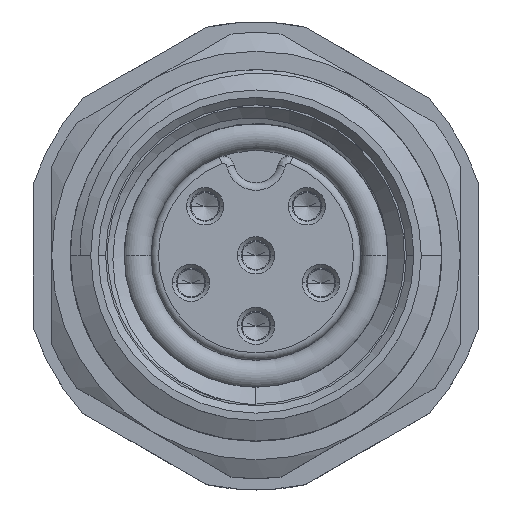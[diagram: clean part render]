
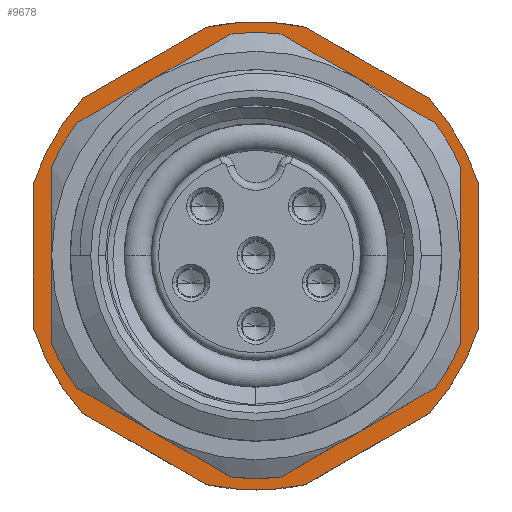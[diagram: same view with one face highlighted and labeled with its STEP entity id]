
A CAD part, top view. The second image highlights one B-rep face of the part: STEP entity #9678.
In plain terms, the highlighted planar face has unit normal (0, 0, 1).
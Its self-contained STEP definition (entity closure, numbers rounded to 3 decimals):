
#5344=CARTESIAN_POINT('',(0.,0.,-3.8));
#5345=DIRECTION('',(0.,0.,-1.));
#5346=DIRECTION('',(-0.212,0.977,0.));
#5347=AXIS2_PLACEMENT_3D('',#5344,#5345,#5346);
#5349=DIRECTION('',(0.866,-0.5,0.));
#5350=VECTOR('',#5349,3.842);
#5351=CARTESIAN_POINT('',(1.336,6.157,-3.8));
#5352=LINE('',#5351,#5350);
#5353=CARTESIAN_POINT('',(0.,0.,-3.8));
#5354=DIRECTION('',(0.,0.,-1.));
#5355=DIRECTION('',(0.74,0.672,0.));
#5356=AXIS2_PLACEMENT_3D('',#5353,#5354,#5355);
#5358=DIRECTION('',(0.,-1.,0.));
#5359=VECTOR('',#5358,3.842);
#5360=CARTESIAN_POINT('',(6.,1.921,-3.8));
#5361=LINE('',#5360,#5359);
#5362=CARTESIAN_POINT('',(0.,0.,-3.8));
#5363=DIRECTION('',(0.,0.,-1.));
#5364=DIRECTION('',(0.952,-0.305,0.));
#5365=AXIS2_PLACEMENT_3D('',#5362,#5363,#5364);
#5367=DIRECTION('',(-0.866,-0.5,0.));
#5368=VECTOR('',#5367,3.842);
#5369=CARTESIAN_POINT('',(4.664,-4.236,-3.8));
#5370=LINE('',#5369,#5368);
#5371=CARTESIAN_POINT('',(0.,0.,-3.8));
#5372=DIRECTION('',(0.,0.,-1.));
#5373=DIRECTION('',(0.212,-0.977,0.));
#5374=AXIS2_PLACEMENT_3D('',#5371,#5372,#5373);
#5376=DIRECTION('',(-0.866,0.5,0.));
#5377=VECTOR('',#5376,3.842);
#5378=CARTESIAN_POINT('',(-1.336,-6.157,-3.8));
#5379=LINE('',#5378,#5377);
#5380=CARTESIAN_POINT('',(0.,0.,-3.8));
#5381=DIRECTION('',(0.,0.,-1.));
#5382=DIRECTION('',(-0.74,-0.672,0.));
#5383=AXIS2_PLACEMENT_3D('',#5380,#5381,#5382);
#5385=DIRECTION('',(0.,1.,0.));
#5386=VECTOR('',#5385,3.842);
#5387=CARTESIAN_POINT('',(-6.,-1.921,-3.8));
#5388=LINE('',#5387,#5386);
#5389=CARTESIAN_POINT('',(0.,0.,-3.8));
#5390=DIRECTION('',(0.,0.,-1.));
#5391=DIRECTION('',(-0.952,0.305,0.));
#5392=AXIS2_PLACEMENT_3D('',#5389,#5390,#5391);
#5394=DIRECTION('',(0.866,0.5,0.));
#5395=VECTOR('',#5394,3.842);
#5396=CARTESIAN_POINT('',(-4.664,4.236,-3.8));
#5397=LINE('',#5396,#5395);
#5398=CARTESIAN_POINT('',(0.,0.,-3.8));
#5399=DIRECTION('',(0.,0.,1.));
#5400=DIRECTION('',(-1.,0.,0.));
#5401=AXIS2_PLACEMENT_3D('',#5398,#5399,#5400);
#5403=CARTESIAN_POINT('',(0.,0.,-3.8));
#5404=DIRECTION('',(0.,0.,1.));
#5405=DIRECTION('',(1.,0.,0.));
#5406=AXIS2_PLACEMENT_3D('',#5403,#5404,#5405);
#8694=CARTESIAN_POINT('',(-1.336,6.157,-3.8));
#8695=CARTESIAN_POINT('',(1.336,6.157,-3.8));
#8696=VERTEX_POINT('',#8694);
#8697=VERTEX_POINT('',#8695);
#8698=CARTESIAN_POINT('',(4.664,4.236,-3.8));
#8699=VERTEX_POINT('',#8698);
#8700=CARTESIAN_POINT('',(6.,1.921,-3.8));
#8701=VERTEX_POINT('',#8700);
#8702=CARTESIAN_POINT('',(6.,-1.921,-3.8));
#8703=VERTEX_POINT('',#8702);
#8704=CARTESIAN_POINT('',(4.664,-4.236,-3.8));
#8705=VERTEX_POINT('',#8704);
#8706=CARTESIAN_POINT('',(1.336,-6.157,-3.8));
#8707=VERTEX_POINT('',#8706);
#8708=CARTESIAN_POINT('',(-1.336,-6.157,-3.8));
#8709=VERTEX_POINT('',#8708);
#8710=CARTESIAN_POINT('',(-4.664,-4.236,-3.8));
#8711=VERTEX_POINT('',#8710);
#8712=CARTESIAN_POINT('',(-6.,-1.921,-3.8));
#8713=VERTEX_POINT('',#8712);
#8714=CARTESIAN_POINT('',(-6.,1.921,-3.8));
#8715=VERTEX_POINT('',#8714);
#8716=CARTESIAN_POINT('',(-4.664,4.236,-3.8));
#8717=VERTEX_POINT('',#8716);
#8736=CARTESIAN_POINT('',(-4.7,0.,-3.8));
#8737=CARTESIAN_POINT('',(4.7,0.,-3.8));
#8738=VERTEX_POINT('',#8736);
#8739=VERTEX_POINT('',#8737);
#9641=CARTESIAN_POINT('',(0.,0.,-3.8));
#9642=DIRECTION('',(0.,0.,-1.));
#9643=DIRECTION('',(-1.,0.,0.));
#9644=AXIS2_PLACEMENT_3D('',#9641,#9642,#9643);
#9645=PLANE('',#9644);
#9647=ORIENTED_EDGE('',*,*,#9646,.T.);
#9649=ORIENTED_EDGE('',*,*,#9648,.T.);
#9651=ORIENTED_EDGE('',*,*,#9650,.T.);
#9653=ORIENTED_EDGE('',*,*,#9652,.T.);
#9655=ORIENTED_EDGE('',*,*,#9654,.T.);
#9657=ORIENTED_EDGE('',*,*,#9656,.T.);
#9659=ORIENTED_EDGE('',*,*,#9658,.T.);
#9661=ORIENTED_EDGE('',*,*,#9660,.T.);
#9663=ORIENTED_EDGE('',*,*,#9662,.T.);
#9665=ORIENTED_EDGE('',*,*,#9664,.T.);
#9667=ORIENTED_EDGE('',*,*,#9666,.T.);
#9669=ORIENTED_EDGE('',*,*,#9668,.T.);
#9670=EDGE_LOOP('',(#9647,#9649,#9651,#9653,#9655,#9657,#9659,#9661,#9663,#9665,
#9667,#9669));
#9671=FACE_OUTER_BOUND('',#9670,.F.);
#9673=ORIENTED_EDGE('',*,*,#9672,.T.);
#9675=ORIENTED_EDGE('',*,*,#9674,.T.);
#9676=EDGE_LOOP('',(#9673,#9675));
#9677=FACE_BOUND('',#9676,.F.);
#5348=CIRCLE('',#5347,6.3);
#5357=CIRCLE('',#5356,6.3);
#5366=CIRCLE('',#5365,6.3);
#5375=CIRCLE('',#5374,6.3);
#5384=CIRCLE('',#5383,6.3);
#5393=CIRCLE('',#5392,6.3);
#5402=CIRCLE('',#5401,4.7);
#5407=CIRCLE('',#5406,4.7);
#9646=EDGE_CURVE('',#8696,#8697,#5348,.T.);
#9648=EDGE_CURVE('',#8697,#8699,#5352,.T.);
#9650=EDGE_CURVE('',#8699,#8701,#5357,.T.);
#9652=EDGE_CURVE('',#8701,#8703,#5361,.T.);
#9654=EDGE_CURVE('',#8703,#8705,#5366,.T.);
#9656=EDGE_CURVE('',#8705,#8707,#5370,.T.);
#9658=EDGE_CURVE('',#8707,#8709,#5375,.T.);
#9660=EDGE_CURVE('',#8709,#8711,#5379,.T.);
#9662=EDGE_CURVE('',#8711,#8713,#5384,.T.);
#9664=EDGE_CURVE('',#8713,#8715,#5388,.T.);
#9666=EDGE_CURVE('',#8715,#8717,#5393,.T.);
#9668=EDGE_CURVE('',#8717,#8696,#5397,.T.);
#9672=EDGE_CURVE('',#8738,#8739,#5402,.T.);
#9674=EDGE_CURVE('',#8739,#8738,#5407,.T.);
#9678=ADVANCED_FACE('',(#9671,#9677),#9645,.F.);
